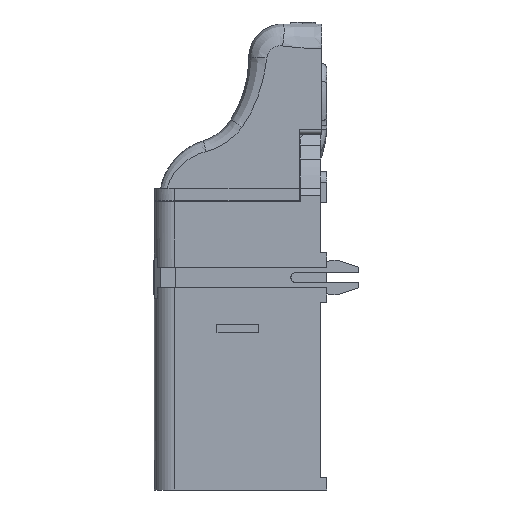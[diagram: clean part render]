
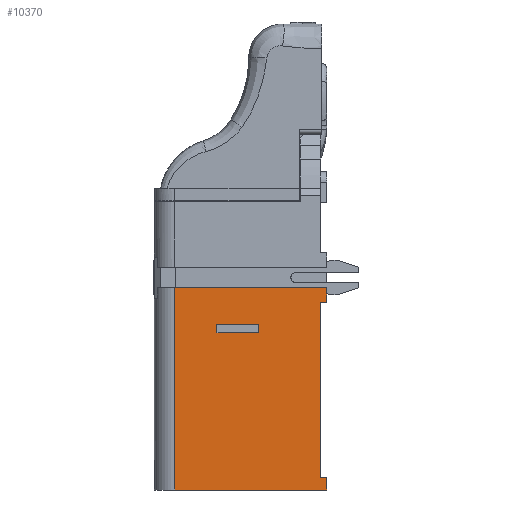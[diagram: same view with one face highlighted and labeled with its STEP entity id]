
A CAD part, left-side view. The second image highlights one B-rep face of the part: STEP entity #10370.
In plain terms, the highlighted planar face has unit normal (-1, 0, 0).
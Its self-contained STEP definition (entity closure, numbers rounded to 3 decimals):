
#1204 = DIRECTION ( 'NONE',  ( 0., 1., 0. ) ) ;
#1710 = LINE ( 'NONE', #14513, #12280 ) ;
#2093 = ORIENTED_EDGE ( 'NONE', *, *, #32452, .F. ) ;
#2132 = CARTESIAN_POINT ( 'NONE',  ( -7.75, -4.35, 21.068 ) ) ;
#2579 = VERTEX_POINT ( 'NONE', #4682 ) ;
#2857 = CARTESIAN_POINT ( 'NONE',  ( -7.75, 0., 28.718 ) ) ;
#2899 = VECTOR ( 'NONE', #28511, 1000. ) ;
#3069 = CARTESIAN_POINT ( 'NONE',  ( -7.75, 3.05, 21.068 ) ) ;
#3346 = FACE_BOUND ( 'NONE', #23940, .T. ) ;
#3749 = ORIENTED_EDGE ( 'NONE', *, *, #28062, .F. ) ;
#4233 = VERTEX_POINT ( 'NONE', #5800 ) ;
#4670 = EDGE_CURVE ( 'NONE', #16793, #29209, #28129, .T. ) ;
#4682 = CARTESIAN_POINT ( 'NONE',  ( -7.75, 3.05, 30.918 ) ) ;
#4953 = VECTOR ( 'NONE', #19250, 1000. ) ;
#5067 = DIRECTION ( 'NONE',  ( 0., 0., -1. ) ) ;
#5500 = CARTESIAN_POINT ( 'NONE',  ( -7.75, 1., 29.118 ) ) ;
#5593 = LINE ( 'NONE', #3069, #2899 ) ;
#5800 = CARTESIAN_POINT ( 'NONE',  ( -7.75, -4.35, 21.668 ) ) ;
#6158 = VERTEX_POINT ( 'NONE', #14585 ) ;
#6184 = VECTOR ( 'NONE', #26035, 1000. ) ;
#6568 = EDGE_LOOP ( 'NONE', ( #7441, #26329, #27544, #23065, #7813, #3749, #29523, #26331 ) ) ;
#7046 = DIRECTION ( 'NONE',  ( 0., -1., 0. ) ) ;
#7388 = LINE ( 'NONE', #14959, #29205 ) ;
#7414 = DIRECTION ( 'NONE',  ( 0., 0., -1. ) ) ;
#7441 = ORIENTED_EDGE ( 'NONE', *, *, #15086, .T. ) ;
#7813 = ORIENTED_EDGE ( 'NONE', *, *, #27073, .T. ) ;
#7853 = CARTESIAN_POINT ( 'NONE',  ( -7.75, -1., 28.918 ) ) ;
#8450 = LINE ( 'NONE', #18718, #26803 ) ;
#8958 = VERTEX_POINT ( 'NONE', #17372 ) ;
#10370 = ADVANCED_FACE ( 'NONE', ( #3346, #16301 ), #26272, .F. ) ;
#10894 = VERTEX_POINT ( 'NONE', #10979 ) ;
#10926 = EDGE_CURVE ( 'NONE', #29209, #11255, #8450, .T. ) ;
#10936 = VERTEX_POINT ( 'NONE', #16194 ) ;
#10979 = CARTESIAN_POINT ( 'NONE',  ( -7.75, 1., 28.718 ) ) ;
#10999 = EDGE_CURVE ( 'NONE', #10936, #18759, #1710, .T. ) ;
#11255 = VERTEX_POINT ( 'NONE', #16310 ) ;
#12280 = VECTOR ( 'NONE', #1204, 1000. ) ;
#12333 = ORIENTED_EDGE ( 'NONE', *, *, #10999, .F. ) ;
#13451 = DIRECTION ( 'NONE',  ( 1., 0., 0. ) ) ;
#13611 = DIRECTION ( 'NONE',  ( 0., -1., 0. ) ) ;
#14513 = CARTESIAN_POINT ( 'NONE',  ( -7.75, 0., 29.118 ) ) ;
#14585 = CARTESIAN_POINT ( 'NONE',  ( -7.75, -4.05, 21.668 ) ) ;
#14959 = CARTESIAN_POINT ( 'NONE',  ( -7.75, -0.65, 30.918 ) ) ;
#15086 = EDGE_CURVE ( 'NONE', #6158, #11255, #29080, .T. ) ;
#15399 = VERTEX_POINT ( 'NONE', #2132 ) ;
#15645 = CARTESIAN_POINT ( 'NONE',  ( -7.75, 4.05, 21.068 ) ) ;
#15780 = VECTOR ( 'NONE', #25776, 1000. ) ;
#16194 = CARTESIAN_POINT ( 'NONE',  ( -7.75, -1., 29.118 ) ) ;
#16212 = LINE ( 'NONE', #27007, #4953 ) ;
#16301 = FACE_OUTER_BOUND ( 'NONE', #6568, .T. ) ;
#16310 = CARTESIAN_POINT ( 'NONE',  ( -7.75, -4.05, 30.218 ) ) ;
#16662 = CARTESIAN_POINT ( 'NONE',  ( -7.75, -0.65, 21.068 ) ) ;
#16793 = VERTEX_POINT ( 'NONE', #18057 ) ;
#17250 = VECTOR ( 'NONE', #26606, 1000. ) ;
#17372 = CARTESIAN_POINT ( 'NONE',  ( -7.75, -1., 28.718 ) ) ;
#18057 = CARTESIAN_POINT ( 'NONE',  ( -7.75, -4.35, 30.918 ) ) ;
#18363 = EDGE_CURVE ( 'NONE', #18759, #10894, #27286, .T. ) ;
#18519 = VECTOR ( 'NONE', #21048, 1000. ) ;
#18718 = CARTESIAN_POINT ( 'NONE',  ( -7.75, -4.2, 30.218 ) ) ;
#18759 = VERTEX_POINT ( 'NONE', #5500 ) ;
#19058 = DIRECTION ( 'NONE',  ( 0., 1., 0. ) ) ;
#19143 = VECTOR ( 'NONE', #7414, 1000. ) ;
#19250 = DIRECTION ( 'NONE',  ( 0., 1., 0. ) ) ;
#21048 = DIRECTION ( 'NONE',  ( 0., 1., 0. ) ) ;
#21202 = LINE ( 'NONE', #2857, #15780 ) ;
#21302 = EDGE_CURVE ( 'NONE', #4233, #6158, #16212, .T. ) ;
#21502 = DIRECTION ( 'NONE',  ( 0., 0., 1. ) ) ;
#21571 = VERTEX_POINT ( 'NONE', #22572 ) ;
#21874 = CARTESIAN_POINT ( 'NONE',  ( -7.75, 1., 28.918 ) ) ;
#22538 = EDGE_CURVE ( 'NONE', #2579, #16793, #7388, .T. ) ;
#22572 = CARTESIAN_POINT ( 'NONE',  ( -7.75, 3.05, 21.068 ) ) ;
#23065 = ORIENTED_EDGE ( 'NONE', *, *, #22538, .F. ) ;
#23318 = VECTOR ( 'NONE', #5067, 1000. ) ;
#23940 = EDGE_LOOP ( 'NONE', ( #12333, #2093, #29266, #30505 ) ) ;
#24957 = CARTESIAN_POINT ( 'NONE',  ( -7.75, -4.35, 21.368 ) ) ;
#25776 = DIRECTION ( 'NONE',  ( 0., -1., 0. ) ) ;
#25859 = LINE ( 'NONE', #7853, #6184 ) ;
#26035 = DIRECTION ( 'NONE',  ( 0., 0., 1. ) ) ;
#26205 = EDGE_CURVE ( 'NONE', #4233, #15399, #32864, .T. ) ;
#26272 = PLANE ( 'NONE',  #31613 ) ;
#26329 = ORIENTED_EDGE ( 'NONE', *, *, #10926, .F. ) ;
#26331 = ORIENTED_EDGE ( 'NONE', *, *, #21302, .T. ) ;
#26368 = EDGE_CURVE ( 'NONE', #10894, #8958, #21202, .T. ) ;
#26451 = LINE ( 'NONE', #16662, #18519 ) ;
#26606 = DIRECTION ( 'NONE',  ( 0., 0., -1. ) ) ;
#26745 = CARTESIAN_POINT ( 'NONE',  ( -7.75, -4.05, 25.943 ) ) ;
#26803 = VECTOR ( 'NONE', #19058, 1000. ) ;
#26924 = VECTOR ( 'NONE', #21502, 1000. ) ;
#27007 = CARTESIAN_POINT ( 'NONE',  ( -7.75, -4.2, 21.668 ) ) ;
#27073 = EDGE_CURVE ( 'NONE', #2579, #21571, #5593, .T. ) ;
#27286 = LINE ( 'NONE', #21874, #17250 ) ;
#27544 = ORIENTED_EDGE ( 'NONE', *, *, #4670, .F. ) ;
#27850 = CARTESIAN_POINT ( 'NONE',  ( -7.75, -4.35, 30.218 ) ) ;
#27967 = CARTESIAN_POINT ( 'NONE',  ( -7.75, -4.35, 30.568 ) ) ;
#28062 = EDGE_CURVE ( 'NONE', #15399, #21571, #26451, .T. ) ;
#28129 = LINE ( 'NONE', #27967, #19143 ) ;
#28511 = DIRECTION ( 'NONE',  ( 0., 0., -1. ) ) ;
#29080 = LINE ( 'NONE', #26745, #26924 ) ;
#29205 = VECTOR ( 'NONE', #7046, 1000. ) ;
#29209 = VERTEX_POINT ( 'NONE', #27850 ) ;
#29266 = ORIENTED_EDGE ( 'NONE', *, *, #26368, .F. ) ;
#29523 = ORIENTED_EDGE ( 'NONE', *, *, #26205, .F. ) ;
#30505 = ORIENTED_EDGE ( 'NONE', *, *, #18363, .F. ) ;
#31613 = AXIS2_PLACEMENT_3D ( 'NONE', #15645, #13451, #13611 ) ;
#32452 = EDGE_CURVE ( 'NONE', #8958, #10936, #25859, .T. ) ;
#32864 = LINE ( 'NONE', #24957, #23318 ) ;
